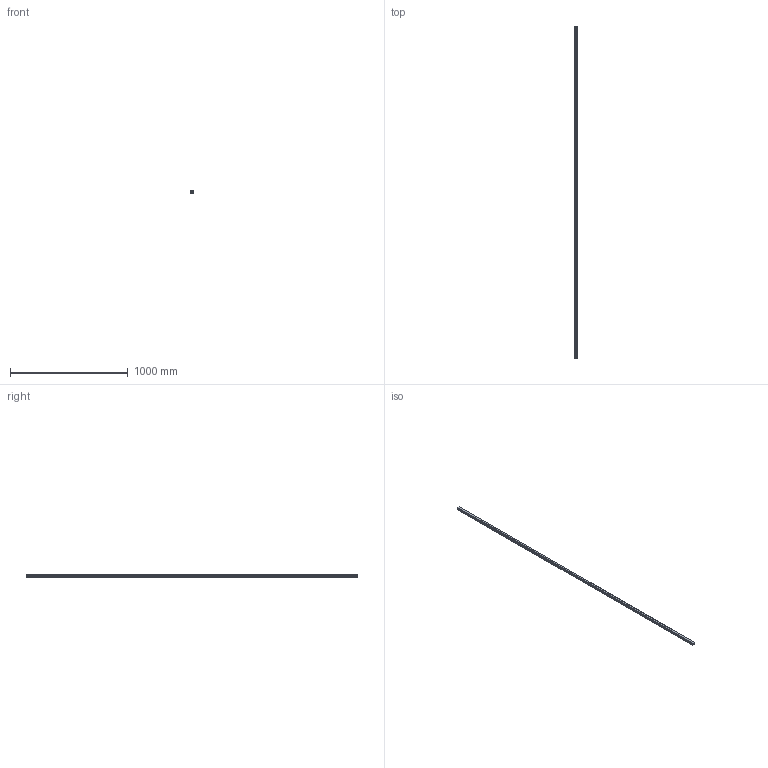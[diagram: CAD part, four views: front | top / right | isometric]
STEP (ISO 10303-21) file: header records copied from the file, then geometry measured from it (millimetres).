
FILE_DESCRIPTION(('STEP AP214'),'1');
FILE_NAME('cctmp_305AD484-62C2-458C-A265-CA91F1AA073E_2021_01_25_14_06_41_0911..stp','2021-01-25T13:06:42',('HIWIN GmbH'),('CADClick - www.CADClick.com'),'Spatial InterOp 3D',' ','unknown authorization');
FILE_SCHEMA(('AUTOMOTIVE_DESIGN'));
Length unit declared in the file: millimetre
Products named in the file (1): HGR25T2820C_FILE
Bounding box: 23 x 2820 x 22 mm (x, y, z)
Volume: 1219245.3 mm3; surface area: 267743.7 mm2
Topology: 1 solids, 1 shells, 440 faces, 1349 edges, 821 vertices
Faces by surface type: plane 230, cylinder 116, cone 94
Entity records: 18115 total; most frequent: DIRECTION 2745, CARTESIAN_POINT 2517, ORIENTED_EDGE 2510, EDGE_CURVE 1255, AXIS2_PLACEMENT_3D 1049, VERTEX_POINT 821, LINE 647, VECTOR 647
